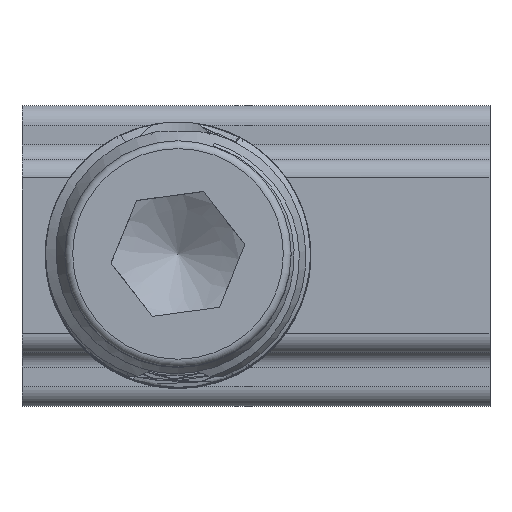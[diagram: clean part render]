
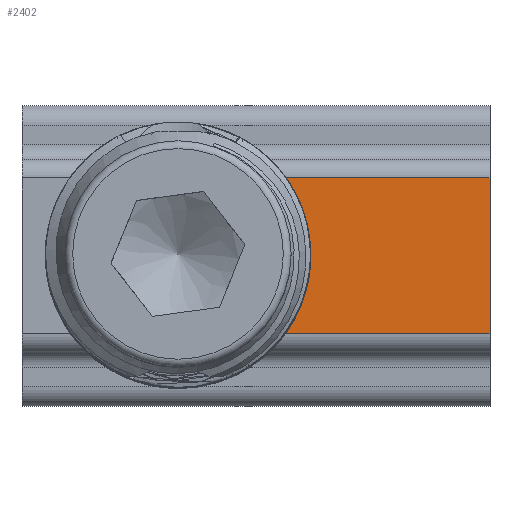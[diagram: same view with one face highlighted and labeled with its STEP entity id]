
A CAD part, top view. The second image highlights one B-rep face of the part: STEP entity #2402.
In plain terms, the highlighted planar face has unit normal (0, 0, 1).
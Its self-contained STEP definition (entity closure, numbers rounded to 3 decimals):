
#107=PLANE('',#2629);
#155=CIRCLE('',#2620,2.1);
#312=FACE_OUTER_BOUND('',#444,.T.);
#444=EDGE_LOOP('',(#2116,#2117,#2118,#2119));
#723=LINE('',#9423,#847);
#726=LINE('',#9430,#850);
#727=LINE('',#9431,#851);
#847=VECTOR('',#3057,1.);
#850=VECTOR('',#3064,1.);
#851=VECTOR('',#3065,1.);
#1071=VERTEX_POINT('',#9323);
#1076=VERTEX_POINT('',#9339);
#1089=VERTEX_POINT('',#9421);
#1091=VERTEX_POINT('',#9429);
#1424=EDGE_CURVE('',#1071,#1076,#155,.T.);
#1439=EDGE_CURVE('',#1076,#1089,#723,.T.);
#1442=EDGE_CURVE('',#1089,#1091,#726,.T.);
#1443=EDGE_CURVE('',#1071,#1091,#727,.T.);
#2116=ORIENTED_EDGE('',*,*,#1424,.T.);
#2117=ORIENTED_EDGE('',*,*,#1439,.T.);
#2118=ORIENTED_EDGE('',*,*,#1442,.T.);
#2119=ORIENTED_EDGE('',*,*,#1443,.F.);
#2402=ADVANCED_FACE('',(#312),#107,.T.);
#2620=AXIS2_PLACEMENT_3D('',#9346,#3038,#3039);
#2629=AXIS2_PLACEMENT_3D('',#9428,#3062,#3063);
#3038=DIRECTION('center_axis',(0.,0.,
-1.));
#3039=DIRECTION('ref_axis',(1.,0.,0.));
#3057=DIRECTION('',(1.,0.,0.));
#3062=DIRECTION('center_axis',(0.,0.,
1.));
#3063=DIRECTION('ref_axis',(0.,-1.,0.));
#3064=DIRECTION('',(0.,1.,0.));
#3065=DIRECTION('',(1.,0.,0.));
#9323=CARTESIAN_POINT('',(0.64,2.,0.));
#9339=CARTESIAN_POINT('',(0.64,-2.,0.));
#9346=CARTESIAN_POINT('Origin',(0.,0.,0.));
#9421=CARTESIAN_POINT('',(8.,-2.,0.));
#9423=CARTESIAN_POINT('',(-4.,-2.,0.));
#9428=CARTESIAN_POINT('Origin',(-4.,0.,0.));
#9429=CARTESIAN_POINT('',(8.,2.,0.));
#9430=CARTESIAN_POINT('',(8.,-2.,0.));
#9431=CARTESIAN_POINT('',(-4.,2.,0.));
